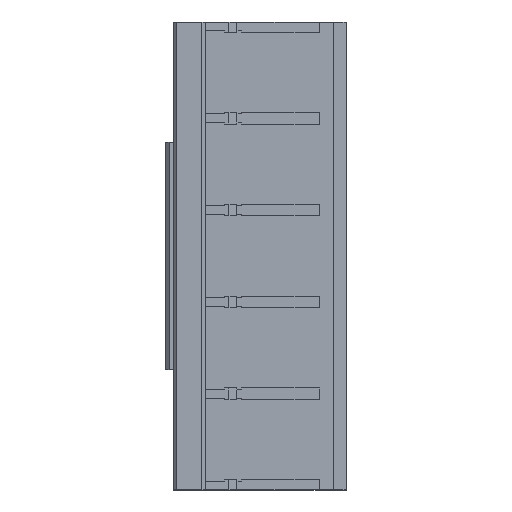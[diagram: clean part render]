
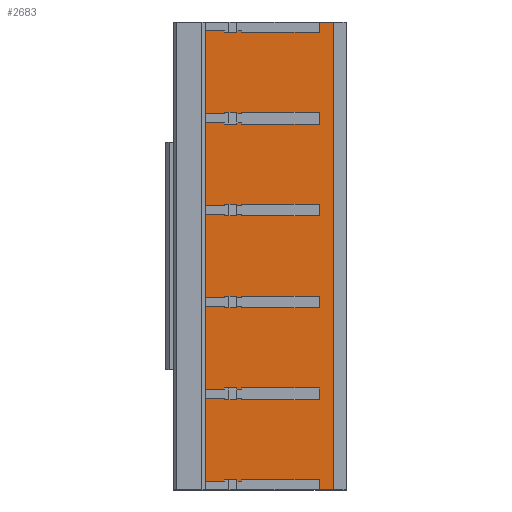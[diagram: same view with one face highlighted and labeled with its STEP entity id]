
A CAD part, top view. The second image highlights one B-rep face of the part: STEP entity #2683.
In plain terms, the highlighted planar face has unit normal (0, 0, 1).
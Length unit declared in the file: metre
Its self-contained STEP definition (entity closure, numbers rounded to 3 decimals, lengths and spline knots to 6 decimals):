
#138=ORIENTED_EDGE('',*,*,#880,.F.);
#139=ORIENTED_EDGE('',*,*,#898,.T.);
#140=ORIENTED_EDGE('',*,*,#869,.T.);
#141=ORIENTED_EDGE('',*,*,#899,.F.);
#142=ORIENTED_EDGE('',*,*,#900,.F.);
#143=ORIENTED_EDGE('',*,*,#836,.F.);
#144=ORIENTED_EDGE('',*,*,#901,.T.);
#145=ORIENTED_EDGE('',*,*,#902,.F.);
#146=ORIENTED_EDGE('',*,*,#903,.F.);
#147=ORIENTED_EDGE('',*,*,#832,.F.);
#148=ORIENTED_EDGE('',*,*,#904,.T.);
#149=ORIENTED_EDGE('',*,*,#905,.F.);
#150=ORIENTED_EDGE('',*,*,#906,.F.);
#151=ORIENTED_EDGE('',*,*,#828,.F.);
#152=ORIENTED_EDGE('',*,*,#907,.T.);
#153=ORIENTED_EDGE('',*,*,#908,.F.);
#154=ORIENTED_EDGE('',*,*,#909,.F.);
#155=ORIENTED_EDGE('',*,*,#824,.F.);
#156=ORIENTED_EDGE('',*,*,#910,.T.);
#157=ORIENTED_EDGE('',*,*,#911,.F.);
#158=ORIENTED_EDGE('',*,*,#912,.F.);
#159=ORIENTED_EDGE('',*,*,#820,.F.);
#160=ORIENTED_EDGE('',*,*,#913,.T.);
#161=ORIENTED_EDGE('',*,*,#914,.F.);
#820=EDGE_CURVE('',#1210,#1211,#1467,.T.);
#824=EDGE_CURVE('',#1214,#1215,#1471,.T.);
#828=EDGE_CURVE('',#1218,#1219,#1475,.T.);
#832=EDGE_CURVE('',#1222,#1223,#1479,.T.);
#836=EDGE_CURVE('',#1226,#1227,#1483,.T.);
#869=EDGE_CURVE('',#1259,#1258,#1515,.T.);
#880=EDGE_CURVE('',#1269,#1270,#1526,.T.);
#898=EDGE_CURVE('',#1269,#1259,#1544,.T.);
#899=EDGE_CURVE('',#1276,#1258,#1545,.T.);
#900=EDGE_CURVE('',#1227,#1276,#1546,.T.);
#901=EDGE_CURVE('',#1226,#1277,#1547,.T.);
#902=EDGE_CURVE('',#1278,#1277,#1548,.T.);
#903=EDGE_CURVE('',#1223,#1278,#1549,.T.);
#904=EDGE_CURVE('',#1222,#1279,#1550,.T.);
#905=EDGE_CURVE('',#1280,#1279,#1551,.T.);
#906=EDGE_CURVE('',#1219,#1280,#1552,.T.);
#907=EDGE_CURVE('',#1218,#1281,#1553,.T.);
#908=EDGE_CURVE('',#1282,#1281,#1554,.T.);
#909=EDGE_CURVE('',#1215,#1282,#1555,.T.);
#910=EDGE_CURVE('',#1214,#1283,#1556,.T.);
#911=EDGE_CURVE('',#1284,#1283,#1557,.T.);
#912=EDGE_CURVE('',#1211,#1284,#1558,.T.);
#913=EDGE_CURVE('',#1210,#1285,#1559,.T.);
#914=EDGE_CURVE('',#1270,#1285,#1560,.T.);
#1210=VERTEX_POINT('',#3681);
#1211=VERTEX_POINT('',#3683);
#1214=VERTEX_POINT('',#3689);
#1215=VERTEX_POINT('',#3691);
#1218=VERTEX_POINT('',#3697);
#1219=VERTEX_POINT('',#3699);
#1222=VERTEX_POINT('',#3705);
#1223=VERTEX_POINT('',#3707);
#1226=VERTEX_POINT('',#3713);
#1227=VERTEX_POINT('',#3715);
#1258=VERTEX_POINT('',#3782);
#1259=VERTEX_POINT('',#3784);
#1269=VERTEX_POINT('',#3805);
#1270=VERTEX_POINT('',#3807);
#1276=VERTEX_POINT('',#3840);
#1277=VERTEX_POINT('',#3843);
#1278=VERTEX_POINT('',#3845);
#1279=VERTEX_POINT('',#3848);
#1280=VERTEX_POINT('',#3850);
#1281=VERTEX_POINT('',#3853);
#1282=VERTEX_POINT('',#3855);
#1283=VERTEX_POINT('',#3858);
#1284=VERTEX_POINT('',#3860);
#1285=VERTEX_POINT('',#3863);
#1467=LINE('',#3682,#1853);
#1471=LINE('',#3690,#1857);
#1475=LINE('',#3698,#1861);
#1479=LINE('',#3706,#1865);
#1483=LINE('',#3714,#1869);
#1515=LINE('',#3783,#1901);
#1526=LINE('',#3806,#1912);
#1544=LINE('',#3837,#1930);
#1545=LINE('',#3839,#1931);
#1546=LINE('',#3841,#1932);
#1547=LINE('',#3842,#1933);
#1548=LINE('',#3844,#1934);
#1549=LINE('',#3846,#1935);
#1550=LINE('',#3847,#1936);
#1551=LINE('',#3849,#1937);
#1552=LINE('',#3851,#1938);
#1553=LINE('',#3852,#1939);
#1554=LINE('',#3854,#1940);
#1555=LINE('',#3856,#1941);
#1556=LINE('',#3857,#1942);
#1557=LINE('',#3859,#1943);
#1558=LINE('',#3861,#1944);
#1559=LINE('',#3862,#1945);
#1560=LINE('',#3864,#1946);
#1853=VECTOR('',#2990,1.);
#1857=VECTOR('',#2994,1.);
#1861=VECTOR('',#2998,1.);
#1865=VECTOR('',#3002,1.);
#1869=VECTOR('',#3006,1.);
#1901=VECTOR('',#3048,1.);
#1912=VECTOR('',#3061,1.);
#1930=VECTOR('',#3093,1.);
#1931=VECTOR('',#3096,1.);
#1932=VECTOR('',#3097,1.);
#1933=VECTOR('',#3098,1.);
#1934=VECTOR('',#3099,1.);
#1935=VECTOR('',#3100,1.);
#1936=VECTOR('',#3101,1.);
#1937=VECTOR('',#3102,1.);
#1938=VECTOR('',#3103,1.);
#1939=VECTOR('',#3104,1.);
#1940=VECTOR('',#3105,1.);
#1941=VECTOR('',#3106,1.);
#1942=VECTOR('',#3107,1.);
#1943=VECTOR('',#3108,1.);
#1944=VECTOR('',#3109,1.);
#1945=VECTOR('',#3110,1.);
#1946=VECTOR('',#3111,1.);
#2245=EDGE_LOOP('',(#138,#139,#140,#141,#142,#143,#144,#145,#146,#147,#148,
#149,#150,#151,#152,#153,#154,#155,#156,#157,#158,#159,#160,#161));
#2397=FACE_BOUND('',#2245,.T.);
#2543=PLANE('',#2840);
#2683=ADVANCED_FACE('',(#2397),#2543,.F.);
#2840=AXIS2_PLACEMENT_3D('',#3838,#3094,#3095);
#2990=DIRECTION('',(0.,1.,0.));
#2994=DIRECTION('',(0.,1.,0.));
#2998=DIRECTION('',(0.,1.,0.));
#3002=DIRECTION('',(0.,1.,0.));
#3006=DIRECTION('',(0.,1.,0.));
#3048=DIRECTION('',(-1.,0.,0.));
#3061=DIRECTION('',(-1.,0.,0.));
#3093=DIRECTION('',(0.,1.,0.));
#3094=DIRECTION('',(0.,0.,-1.));
#3095=DIRECTION('',(-1.,0.,0.));
#3096=DIRECTION('',(0.,1.,0.));
#3097=DIRECTION('',(1.,0.,0.));
#3098=DIRECTION('',(1.,0.,0.));
#3099=DIRECTION('',(0.,1.,0.));
#3100=DIRECTION('',(1.,0.,0.));
#3101=DIRECTION('',(1.,0.,0.));
#3102=DIRECTION('',(0.,1.,0.));
#3103=DIRECTION('',(1.,0.,0.));
#3104=DIRECTION('',(1.,0.,0.));
#3105=DIRECTION('',(0.,1.,0.));
#3106=DIRECTION('',(1.,0.,0.));
#3107=DIRECTION('',(1.,0.,0.));
#3108=DIRECTION('',(0.,1.,0.));
#3109=DIRECTION('',(1.,0.,0.));
#3110=DIRECTION('',(1.,0.,0.));
#3111=DIRECTION('',(0.,1.,0.));
#3681=CARTESIAN_POINT('',(0.015,-0.042825,-0.0086));
#3682=CARTESIAN_POINT('',(0.015,-0.045,-0.0086));
#3683=CARTESIAN_POINT('',(0.015,-0.029675,-0.0086));
#3689=CARTESIAN_POINT('',(0.015,-0.028325,-0.0086));
#3690=CARTESIAN_POINT('',(0.015,-0.045,-0.0086));
#3691=CARTESIAN_POINT('',(0.015,-0.015175,-0.0086));
#3697=CARTESIAN_POINT('',(0.015,-0.013825,-0.0086));
#3698=CARTESIAN_POINT('',(0.015,-0.045,-0.0086));
#3699=CARTESIAN_POINT('',(0.015,-0.000675,-0.0086));
#3705=CARTESIAN_POINT('',(0.015,0.000675,-0.0086));
#3706=CARTESIAN_POINT('',(0.015,-0.045,-0.0086));
#3707=CARTESIAN_POINT('',(0.015,0.013825,-0.0086));
#3713=CARTESIAN_POINT('',(0.015,0.015175,-0.0086));
#3714=CARTESIAN_POINT('',(0.015,-0.045,-0.0086));
#3715=CARTESIAN_POINT('',(0.015,0.028325,-0.0086));
#3782=CARTESIAN_POINT('',(0.033,0.029675,-0.0086));
#3783=CARTESIAN_POINT('',(0.025125,0.029675,-0.0086));
#3784=CARTESIAN_POINT('',(0.03525,0.029675,-0.0086));
#3805=CARTESIAN_POINT('',(0.03525,-0.044175,-0.0086));
#3806=CARTESIAN_POINT('',(0.025125,-0.044175,-0.0086));
#3807=CARTESIAN_POINT('',(0.033,-0.044175,-0.0086));
#3837=CARTESIAN_POINT('',(0.03525,-0.045,-0.0086));
#3838=CARTESIAN_POINT('',(0.025125,-0.045,-0.0086));
#3839=CARTESIAN_POINT('',(0.033,0.028325,-0.0086));
#3840=CARTESIAN_POINT('',(0.033,0.028325,-0.0086));
#3841=CARTESIAN_POINT('',(0.024,0.028325,-0.0086));
#3842=CARTESIAN_POINT('',(0.024,0.015175,-0.0086));
#3843=CARTESIAN_POINT('',(0.033,0.015175,-0.0086));
#3844=CARTESIAN_POINT('',(0.033,0.013825,-0.0086));
#3845=CARTESIAN_POINT('',(0.033,0.013825,-0.0086));
#3846=CARTESIAN_POINT('',(0.024,0.013825,-0.0086));
#3847=CARTESIAN_POINT('',(0.024,0.000675,-0.0086));
#3848=CARTESIAN_POINT('',(0.033,0.000675,-0.0086));
#3849=CARTESIAN_POINT('',(0.033,-0.000675,-0.0086));
#3850=CARTESIAN_POINT('',(0.033,-0.000675,-0.0086));
#3851=CARTESIAN_POINT('',(0.024,-0.000675,-0.0086));
#3852=CARTESIAN_POINT('',(0.024,-0.013825,-0.0086));
#3853=CARTESIAN_POINT('',(0.033,-0.013825,-0.0086));
#3854=CARTESIAN_POINT('',(0.033,-0.015175,-0.0086));
#3855=CARTESIAN_POINT('',(0.033,-0.015175,-0.0086));
#3856=CARTESIAN_POINT('',(0.024,-0.015175,-0.0086));
#3857=CARTESIAN_POINT('',(0.024,-0.028325,-0.0086));
#3858=CARTESIAN_POINT('',(0.033,-0.028325,-0.0086));
#3859=CARTESIAN_POINT('',(0.033,-0.029675,-0.0086));
#3860=CARTESIAN_POINT('',(0.033,-0.029675,-0.0086));
#3861=CARTESIAN_POINT('',(0.024,-0.029675,-0.0086));
#3862=CARTESIAN_POINT('',(0.024,-0.042825,-0.0086));
#3863=CARTESIAN_POINT('',(0.033,-0.042825,-0.0086));
#3864=CARTESIAN_POINT('',(0.033,-0.044175,-0.0086));
